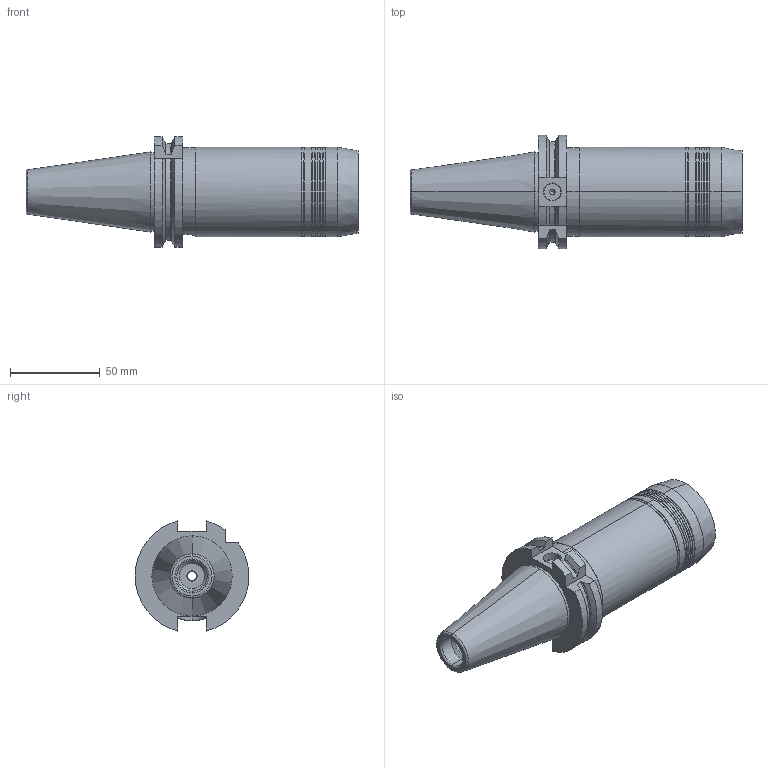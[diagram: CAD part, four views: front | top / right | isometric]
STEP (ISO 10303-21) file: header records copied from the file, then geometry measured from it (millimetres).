
FILE_DESCRIPTION (( 'STEP AP214' ), '1' );
FILE_NAME ('01.02.2019_28.05.043.209.STEP', '2019-02-01T14:42:26', ( '' ), ( '' ), 'SwSTEP 2.0', 'SolidWorks 2014', '' );
FILE_SCHEMA (( 'AUTOMOTIVE_DESIGN' ));
Length unit declared in the file: millimetre
Products named in the file (1): 01.02.2019_28.05.043.209
Bounding box: 185.4 x 63.54 x 61.48 mm (x, y, z)
Volume: 253820.2 mm3; surface area: 52954.9 mm2
Topology: 3 solids, 4 shells, 256 faces, 597 edges, 354 vertices
Faces by surface type: plane 88, cylinder 79, cone 67, torus 22
Entity records: 10399 total; most frequent: CARTESIAN_POINT 1681, DIRECTION 1281, ORIENTED_EDGE 1182, EDGE_CURVE 591, AXIS2_PLACEMENT_3D 502, VERTEX_POINT 354, LINE 277, VECTOR 277
